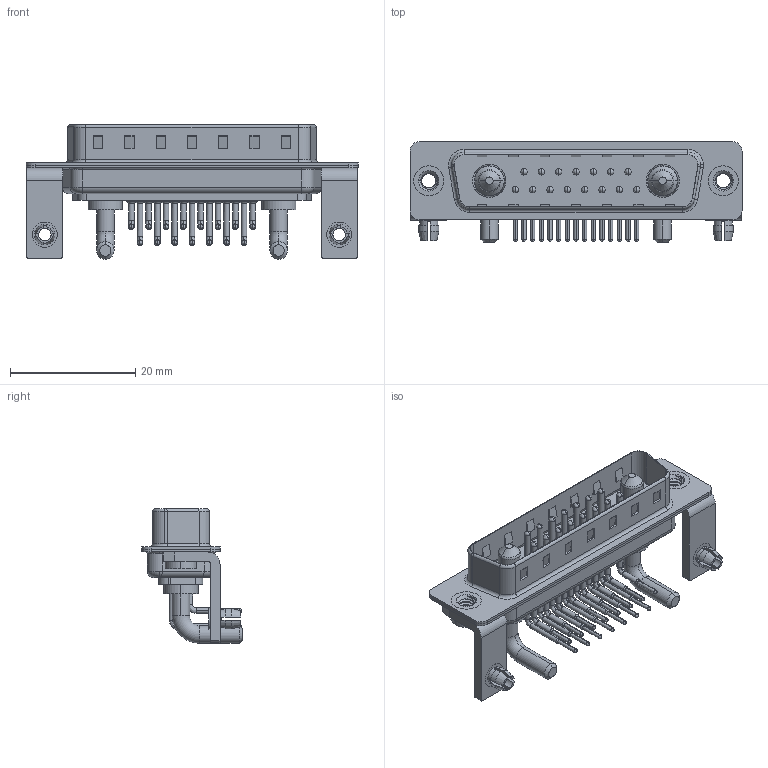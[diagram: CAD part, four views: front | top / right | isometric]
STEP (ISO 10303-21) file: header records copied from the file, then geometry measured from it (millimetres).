
FILE_DESCRIPTION (( 'STEP AP203' ), '1' );
FILE_NAME ('629-17W2640-2NB.STEP', '2022-05-10T14:53:54', ( '' ), ( '' ), 'SwSTEP 2.0', 'SolidWorks 2020', '' );
FILE_SCHEMA (( 'CONFIG_CONTROL_DESIGN' ));
Length unit declared in the file: millimetre
Products named in the file (10): 629Combo Board Lock; 629Combo Shell Rear_25 Contacts; Power Pin_20A RA; 629Combo Threaded Rivet_2; 629Combo Contact Row 1; 629Combo Shell Front_25 Contacts; 629Combo Housing_17W2; 629-17W2640-2NB; 629Combo Stabilizer Bracket; 629Combo Contact Row 2
Assembly tree (26 placements, depth 2):
  629-17W2640-2NB
    629Combo Housing_17W2
    629Combo Shell Rear_25 Contacts
    629Combo Shell Front_25 Contacts
    629Combo Threaded Rivet_2  x2
    629Combo Stabilizer Bracket  x2
    629Combo Board Lock  x2
    Power Pin_20A RA  x2
    629Combo Contact Row 1  x7
    629Combo Contact Row 2  x8
Bounding box: 53.05 x 16.05 x 21.5 mm (x, y, z)
Volume: 3460.1 mm3; surface area: 8328.2 mm2
Topology: 28 solids, 28 shells, 2252 faces, 6177 edges, 4002 vertices
Faces by surface type: plane 1219, cylinder 775, cone 102, bspline 98, torus 58
Entity records: 27244 total; most frequent: CARTESIAN_POINT 5930, DIRECTION 4309, ORIENTED_EDGE 4024, EDGE_CURVE 2012, AXIS2_PLACEMENT_3D 1558, VERTEX_POINT 1298, LINE 1193, VECTOR 1193
